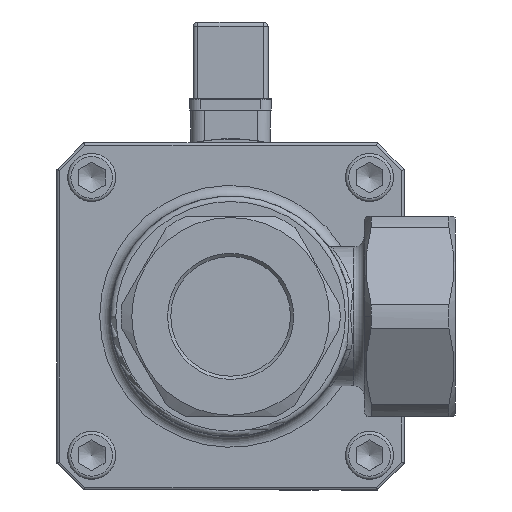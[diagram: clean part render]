
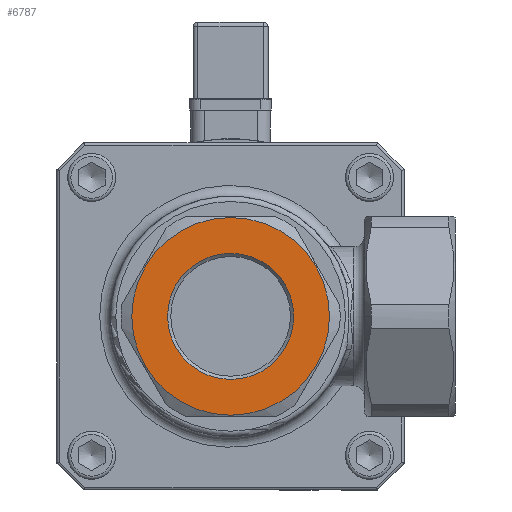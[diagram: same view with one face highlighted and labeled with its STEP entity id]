
A CAD part, left-side view. The second image highlights one B-rep face of the part: STEP entity #6787.
In plain terms, the highlighted planar face has unit normal (-1, 0, 0).
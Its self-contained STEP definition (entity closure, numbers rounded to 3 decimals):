
#275=FACE_BOUND('',#2142,.T.);
#1700=FACE_OUTER_BOUND('',#2141,.T.);
#2141=EDGE_LOOP('',(#5430));
#2142=EDGE_LOOP('',(#5431));
#2463=CIRCLE('',#7289,37.);
#2504=CIRCLE('',#7416,23.623);
#2934=VERTEX_POINT('',#10802);
#3068=VERTEX_POINT('',#11353);
#3711=EDGE_CURVE('',#2934,#2934,#2463,.T.);
#3909=EDGE_CURVE('',#3068,#3068,#2504,.T.);
#5430=ORIENTED_EDGE('',*,*,#3711,.T.);
#5431=ORIENTED_EDGE('',*,*,#3909,.F.);
#6466=PLANE('',#7415);
#6787=ADVANCED_FACE('',(#1700,#275),#6466,.T.);
#7289=AXIS2_PLACEMENT_3D('',#10803,#8524,#8525);
#7415=AXIS2_PLACEMENT_3D('',#11352,#8878,#8879);
#7416=AXIS2_PLACEMENT_3D('',#11354,#8880,#8881);
#8524=DIRECTION('center_axis',(-1.,0.,0.));
#8525=DIRECTION('ref_axis',(0.,0.,1.));
#8878=DIRECTION('center_axis',(-1.,0.,0.));
#8879=DIRECTION('ref_axis',(0.,0.,1.));
#8880=DIRECTION('center_axis',(-1.,0.,0.));
#8881=DIRECTION('ref_axis',(0.,1.,0.));
#10802=CARTESIAN_POINT('',(-79.,37.,0.));
#10803=CARTESIAN_POINT('Origin',(-79.,0.,0.));
#11352=CARTESIAN_POINT('Origin',(-79.,0.,0.));
#11353=CARTESIAN_POINT('',(-79.,-23.623,0.));
#11354=CARTESIAN_POINT('Origin',(-79.,0.,0.));
